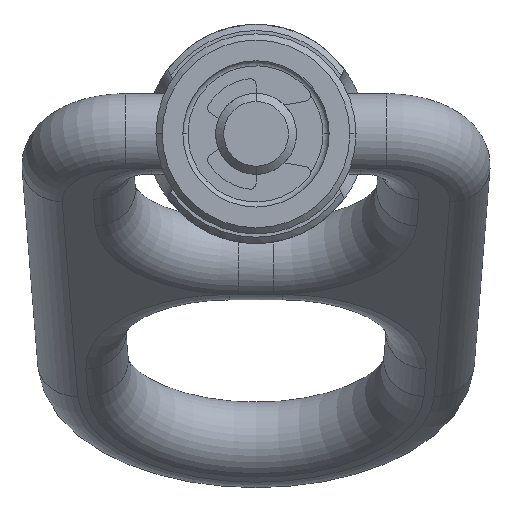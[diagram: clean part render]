
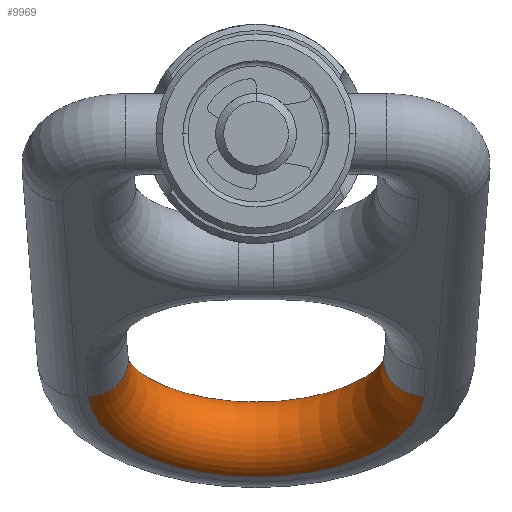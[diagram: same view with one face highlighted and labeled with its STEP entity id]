
A CAD part, front view. The second image highlights one B-rep face of the part: STEP entity #9969.
In plain terms, the highlighted toroidal (fillet/blend) face has major radius 20.701 mm and minor radius 4.953 mm.
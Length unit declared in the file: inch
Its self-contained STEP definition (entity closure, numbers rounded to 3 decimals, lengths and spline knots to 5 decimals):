
#6339=CARTESIAN_POINT('',(-0.81435,2.12472,
-1.10373));
#6340=DIRECTION('',(0.04,0.865,-0.5));
#6341=DIRECTION('',(0.,0.5,0.866));
#6342=AXIS2_PLACEMENT_3D('',#6339,#6340,#6341);
#6354=CARTESIAN_POINT('',(0.,2.19411,-0.91863));
#6355=DIRECTION('',(0.,0.5,0.866));
#6356=DIRECTION('',(0.999,0.035,-0.02));
#6357=AXIS2_PLACEMENT_3D('',#6354,#6355,#6356);
#6362=CARTESIAN_POINT('',(0.81435,2.12472,
-1.10373));
#6363=DIRECTION('',(0.04,-0.865,0.5));
#6364=DIRECTION('',(0.,0.5,0.866));
#6365=AXIS2_PLACEMENT_3D('',#6362,#6363,#6364);
#6370=CARTESIAN_POINT('',(0.,1.99911,-1.25637));
#6371=DIRECTION('',(0.,0.5,0.866));
#6372=DIRECTION('',(0.999,0.035,-0.02));
#6373=AXIS2_PLACEMENT_3D('',#6370,#6371,#6372);
#8605=CARTESIAN_POINT('',(-0.81435,2.22222,
-0.93486));
#8607=VERTEX_POINT('',#8605);
#8609=CARTESIAN_POINT('',(-0.81435,2.02722,
-1.27261));
#8611=VERTEX_POINT('',#8609);
#8625=CARTESIAN_POINT('',(0.81435,2.22222,
-0.93486));
#8626=VERTEX_POINT('',#8625);
#8627=CARTESIAN_POINT('',(0.81435,2.02722,
-1.27261));
#8628=VERTEX_POINT('',#8627);
#9957=CARTESIAN_POINT('',(0.,2.09661,-1.0875));
#9958=DIRECTION('',(0.,0.5,0.866));
#9959=DIRECTION('',(1.,0.026,-0.015));
#9960=AXIS2_PLACEMENT_3D('',#9957,#9958,#9959);
#9961=TOROIDAL_SURFACE('',#9960,0.815,0.195);
#9962=ORIENTED_EDGE('',*,*,#9132,.F.);
#9964=ORIENTED_EDGE('',*,*,#9963,.T.);
#9965=ORIENTED_EDGE('',*,*,#9844,.T.);
#9966=ORIENTED_EDGE('',*,*,#9950,.F.);
#9967=EDGE_LOOP('',(#9962,#9964,#9965,#9966));
#9968=FACE_OUTER_BOUND('',#9967,.F.);
#6343=CIRCLE('',#6342,0.195);
#6358=CIRCLE('',#6357,0.815);
#6366=CIRCLE('',#6365,0.195);
#6374=CIRCLE('',#6373,0.815);
#9132=EDGE_CURVE('',#8626,#8607,#6358,.T.);
#9844=EDGE_CURVE('',#8628,#8611,#6374,.T.);
#9950=EDGE_CURVE('',#8607,#8611,#6343,.T.);
#9963=EDGE_CURVE('',#8626,#8628,#6366,.T.);
#9969=ADVANCED_FACE('',(#9968),#9961,.T.);
